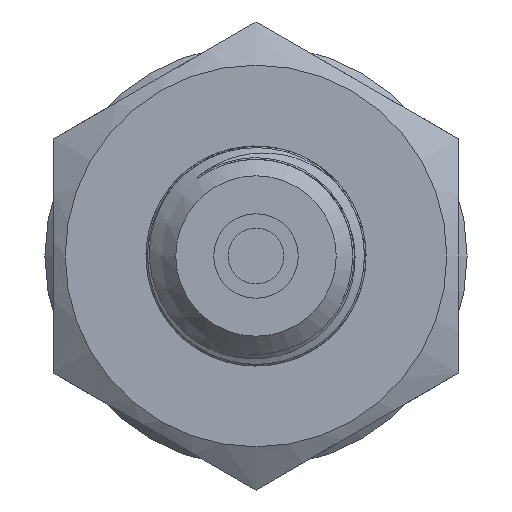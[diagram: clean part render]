
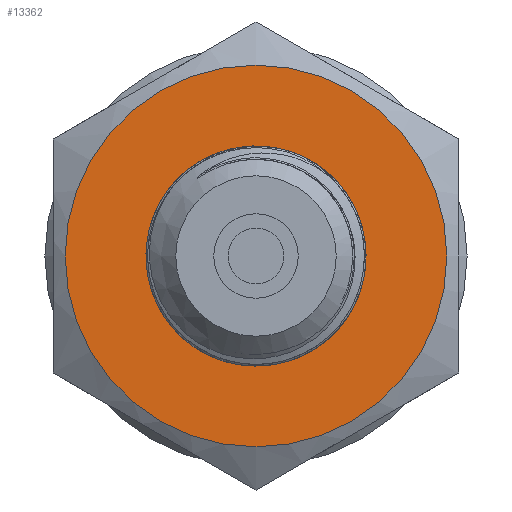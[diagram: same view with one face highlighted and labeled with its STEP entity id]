
A CAD part, left-side view. The second image highlights one B-rep face of the part: STEP entity #13362.
In plain terms, the highlighted planar face has unit normal (-1, 0, 0).
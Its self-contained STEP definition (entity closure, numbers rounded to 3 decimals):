
#186=PLANE('',#14062);
#434=FACE_BOUND('',#1829,.T.);
#1059=FACE_OUTER_BOUND('',#1828,.T.);
#1828=EDGE_LOOP('',(#10361));
#1829=EDGE_LOOP('',(#10362));
#2411=CIRCLE('',#14041,11.3);
#2416=CIRCLE('',#14058,6.5);
#5890=VERTEX_POINT('',#24258);
#5908=VERTEX_POINT('',#27781);
#7506=EDGE_CURVE('',#5890,#5890,#2411,.T.);
#7540=EDGE_CURVE('',#5908,#5908,#2416,.T.);
#10361=ORIENTED_EDGE('',*,*,#7506,.T.);
#10362=ORIENTED_EDGE('',*,*,#7540,.T.);
#13362=ADVANCED_FACE('',(#1059,#434),#186,.T.);
#14041=AXIS2_PLACEMENT_3D('',#24260,#15300,#15301);
#14058=AXIS2_PLACEMENT_3D('',#27782,#15342,#15343);
#14062=AXIS2_PLACEMENT_3D('',#27788,#15350,#15351);
#15300=DIRECTION('center_axis',(-1.,0.,0.));
#15301=DIRECTION('ref_axis',(0.,1.,0.));
#15342=DIRECTION('center_axis',(1.,0.,0.));
#15343=DIRECTION('ref_axis',(0.,0.,-1.));
#15350=DIRECTION('center_axis',(-1.,0.,0.));
#15351=DIRECTION('ref_axis',(0.,0.,1.));
#24258=CARTESIAN_POINT('',(15.,-11.3,0.));
#24260=CARTESIAN_POINT('Origin',(15.,0.,0.));
#27781=CARTESIAN_POINT('',(15.,0.,6.5));
#27782=CARTESIAN_POINT('Origin',(15.,0.,0.));
#27788=CARTESIAN_POINT('Origin',(15.,12.,0.));
